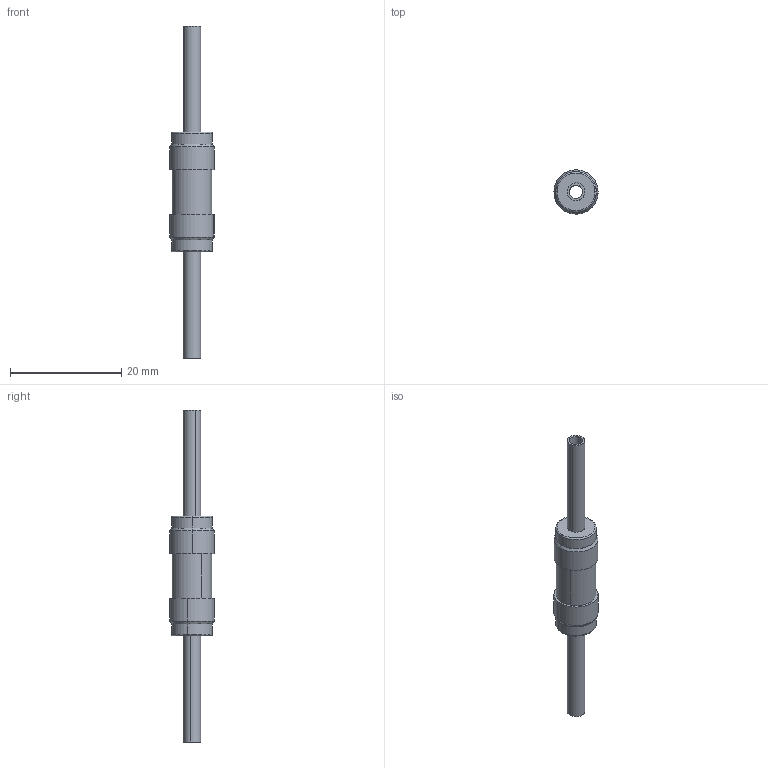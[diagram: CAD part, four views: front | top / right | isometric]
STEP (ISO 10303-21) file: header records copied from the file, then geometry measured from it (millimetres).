
FILE_DESCRIPTION (( 'STEP AP203' ), '1' );
FILE_NAME ('A1886-2-W.STEP', '2011-10-05T14:22:49', ( '' ), ( '' ), 'SwSTEP 2.0', 'SolidWorks 2011', '' );
FILE_SCHEMA (( 'CONFIG_CONTROL_DESIGN' ));
Length unit declared in the file: inch
Products named in the file (1): A1886-2-W
Bounding box: 7.92 x 7.92 x 59.62 mm (x, y, z)
Volume: 949.7 mm3; surface area: 1586.6 mm2
Topology: 1 solids, 1 shells, 56 faces, 112 edges, 72 vertices
Faces by surface type: cylinder 32, plane 16, torus 4, cone 4
Entity records: 1571 total; most frequent: DIRECTION 302, CARTESIAN_POINT 241, ORIENTED_EDGE 224, AXIS2_PLACEMENT_3D 133, EDGE_CURVE 112, CIRCLE 76, EDGE_LOOP 72, VERTEX_POINT 72
